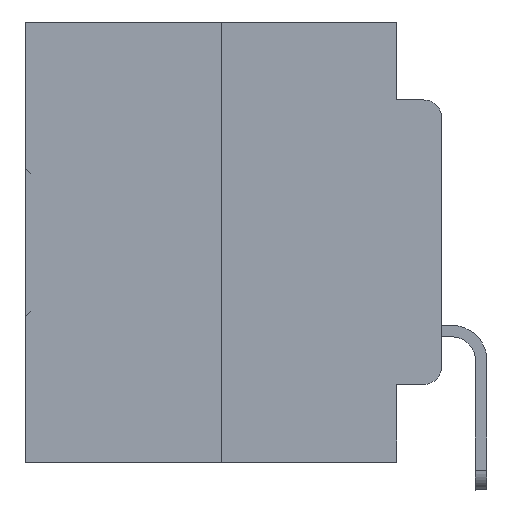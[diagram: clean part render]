
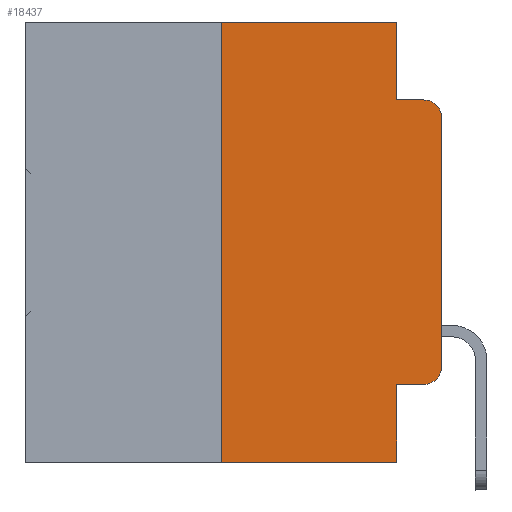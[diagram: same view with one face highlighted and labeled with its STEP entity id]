
A CAD part, left-side view. The second image highlights one B-rep face of the part: STEP entity #18437.
In plain terms, the highlighted planar face has unit normal (-1, 0, 0).
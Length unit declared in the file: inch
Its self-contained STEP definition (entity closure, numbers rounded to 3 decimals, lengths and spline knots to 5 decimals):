
#691 = DIRECTION ( 'NONE',  ( 0., 0., 1. ) ) ;
#884 = VERTEX_POINT ( 'NONE', #30071 ) ;
#1106 = DIRECTION ( 'NONE',  ( -1., 0., 0. ) ) ;
#1126 = CARTESIAN_POINT ( 'NONE',  ( 0., 0.473, 0. ) ) ;
#1636 = VERTEX_POINT ( 'NONE', #3378 ) ;
#1788 = DIRECTION ( 'NONE',  ( -1., 0., 0. ) ) ;
#1989 = ORIENTED_EDGE ( 'NONE', *, *, #32203, .F. ) ;
#2454 = ORIENTED_EDGE ( 'NONE', *, *, #32679, .F. ) ;
#2580 = CARTESIAN_POINT ( 'NONE',  ( 0., 0.051, 0. ) ) ;
#3074 = CARTESIAN_POINT ( 'NONE',  ( 0., 0., -0.3915 ) ) ;
#3123 = DIRECTION ( 'NONE',  ( 0., -1., 0. ) ) ;
#3237 = LINE ( 'NONE', #13630, #24849 ) ;
#3297 = EDGE_CURVE ( 'NONE', #4880, #12811, #21595, .T. ) ;
#3362 = VERTEX_POINT ( 'NONE', #27533 ) ;
#3378 = CARTESIAN_POINT ( 'NONE',  ( 0., 0.051, 0. ) ) ;
#3532 = CIRCLE ( 'NONE', #13878, 0.02 ) ;
#3975 = VERTEX_POINT ( 'NONE', #12138 ) ;
#4338 = CARTESIAN_POINT ( 'NONE',  ( 0., 0.02, -0.3915 ) ) ;
#4880 = VERTEX_POINT ( 'NONE', #31417 ) ;
#5447 = DIRECTION ( 'NONE',  ( 0., 0., -1. ) ) ;
#6857 = CARTESIAN_POINT ( 'NONE',  ( 0., 0.02, -0.1085 ) ) ;
#7174 = DIRECTION ( 'NONE',  ( 1., 0., 0. ) ) ;
#8255 = EDGE_CURVE ( 'NONE', #12704, #23961, #28100, .T. ) ;
#8768 = ORIENTED_EDGE ( 'NONE', *, *, #15518, .F. ) ;
#10053 = DIRECTION ( 'NONE',  ( 0., 0., -1. ) ) ;
#10613 = ORIENTED_EDGE ( 'NONE', *, *, #12826, .F. ) ;
#10869 = VECTOR ( 'NONE', #24621, 39.37008 ) ;
#11720 = VERTEX_POINT ( 'NONE', #3074 ) ;
#11748 = EDGE_CURVE ( 'NONE', #3362, #19328, #3237, .T. ) ;
#12138 = CARTESIAN_POINT ( 'NONE',  ( 0., 0.051, -0.5 ) ) ;
#12281 = ORIENTED_EDGE ( 'NONE', *, *, #15152, .T. ) ;
#12704 = VERTEX_POINT ( 'NONE', #14847 ) ;
#12811 = VERTEX_POINT ( 'NONE', #13125 ) ;
#12826 = EDGE_CURVE ( 'NONE', #884, #23961, #33558, .T. ) ;
#13125 = CARTESIAN_POINT ( 'NONE',  ( 0., 0.02, -0.4115 ) ) ;
#13513 = CARTESIAN_POINT ( 'NONE',  ( 0., 0.473, -0.5 ) ) ;
#13630 = CARTESIAN_POINT ( 'NONE',  ( 0., 0.25, 0. ) ) ;
#13878 = AXIS2_PLACEMENT_3D ( 'NONE', #4338, #1788, #20191 ) ;
#14259 = CARTESIAN_POINT ( 'NONE',  ( 0., 0.02, -0.0885 ) ) ;
#14847 = CARTESIAN_POINT ( 'NONE',  ( 0., 0., -0.1085 ) ) ;
#15152 = EDGE_CURVE ( 'NONE', #3362, #3975, #33602, .T. ) ;
#15264 = VECTOR ( 'NONE', #5447, 39.37008 ) ;
#15518 = EDGE_CURVE ( 'NONE', #1636, #884, #20812, .T. ) ;
#15556 = VECTOR ( 'NONE', #24811, 39.37008 ) ;
#15568 = ORIENTED_EDGE ( 'NONE', *, *, #19158, .T. ) ;
#16444 = AXIS2_PLACEMENT_3D ( 'NONE', #23033, #7174, #30506 ) ;
#16471 = CARTESIAN_POINT ( 'NONE',  ( 0., 0.051, -0.4115 ) ) ;
#16670 = DIRECTION ( 'NONE',  ( 0., 0., 1. ) ) ;
#18230 = AXIS2_PLACEMENT_3D ( 'NONE', #6857, #1106, #22557 ) ;
#18407 = VECTOR ( 'NONE', #31164, 39.37008 ) ;
#18437 = ADVANCED_FACE ( 'NONE', ( #22869 ), #33385, .F. ) ;
#19158 = EDGE_CURVE ( 'NONE', #11720, #12704, #31978, .T. ) ;
#19328 = VERTEX_POINT ( 'NONE', #21087 ) ;
#20191 = DIRECTION ( 'NONE',  ( 0., 0., -1. ) ) ;
#20651 = EDGE_LOOP ( 'NONE', ( #15568, #27986, #10613, #8768, #1989, #29349, #12281, #2454, #20976, #21353 ) ) ;
#20812 = LINE ( 'NONE', #2580, #15264 ) ;
#20976 = ORIENTED_EDGE ( 'NONE', *, *, #3297, .T. ) ;
#21087 = CARTESIAN_POINT ( 'NONE',  ( 0., 0.25, 0. ) ) ;
#21353 = ORIENTED_EDGE ( 'NONE', *, *, #33598, .T. ) ;
#21595 = LINE ( 'NONE', #16471, #15556 ) ;
#22538 = CARTESIAN_POINT ( 'NONE',  ( 0., 0.051, 0. ) ) ;
#22557 = DIRECTION ( 'NONE',  ( 0., 0., -1. ) ) ;
#22869 = FACE_OUTER_BOUND ( 'NONE', #20651, .T. ) ;
#23033 = CARTESIAN_POINT ( 'NONE',  ( 0., 0.473, 0. ) ) ;
#23553 = VECTOR ( 'NONE', #16670, 39.37008 ) ;
#23961 = VERTEX_POINT ( 'NONE', #14259 ) ;
#24621 = DIRECTION ( 'NONE',  ( 0., -1., 0. ) ) ;
#24811 = DIRECTION ( 'NONE',  ( 0., -1., 0. ) ) ;
#24849 = VECTOR ( 'NONE', #691, 39.37008 ) ;
#25590 = VECTOR ( 'NONE', #3123, 39.37008 ) ;
#25696 = VECTOR ( 'NONE', #10053, 39.37008 ) ;
#26256 = CARTESIAN_POINT ( 'NONE',  ( 0., 0.051, -0.0885 ) ) ;
#27533 = CARTESIAN_POINT ( 'NONE',  ( 0., 0.25, -0.5 ) ) ;
#27986 = ORIENTED_EDGE ( 'NONE', *, *, #8255, .T. ) ;
#28100 = CIRCLE ( 'NONE', #18230, 0.02 ) ;
#29349 = ORIENTED_EDGE ( 'NONE', *, *, #11748, .F. ) ;
#30071 = CARTESIAN_POINT ( 'NONE',  ( 0., 0.051, -0.0885 ) ) ;
#30506 = DIRECTION ( 'NONE',  ( 0., 0., -1. ) ) ;
#31164 = DIRECTION ( 'NONE',  ( 0., -1., 0. ) ) ;
#31417 = CARTESIAN_POINT ( 'NONE',  ( 0., 0.051, -0.4115 ) ) ;
#31978 = LINE ( 'NONE', #32482, #23553 ) ;
#32203 = EDGE_CURVE ( 'NONE', #19328, #1636, #32259, .T. ) ;
#32259 = LINE ( 'NONE', #1126, #10869 ) ;
#32482 = CARTESIAN_POINT ( 'NONE',  ( 0., 0., 0. ) ) ;
#32679 = EDGE_CURVE ( 'NONE', #4880, #3975, #33384, .T. ) ;
#33384 = LINE ( 'NONE', #22538, #25696 ) ;
#33385 = PLANE ( 'NONE',  #16444 ) ;
#33558 = LINE ( 'NONE', #26256, #18407 ) ;
#33598 = EDGE_CURVE ( 'NONE', #12811, #11720, #3532, .T. ) ;
#33602 = LINE ( 'NONE', #13513, #25590 ) ;
